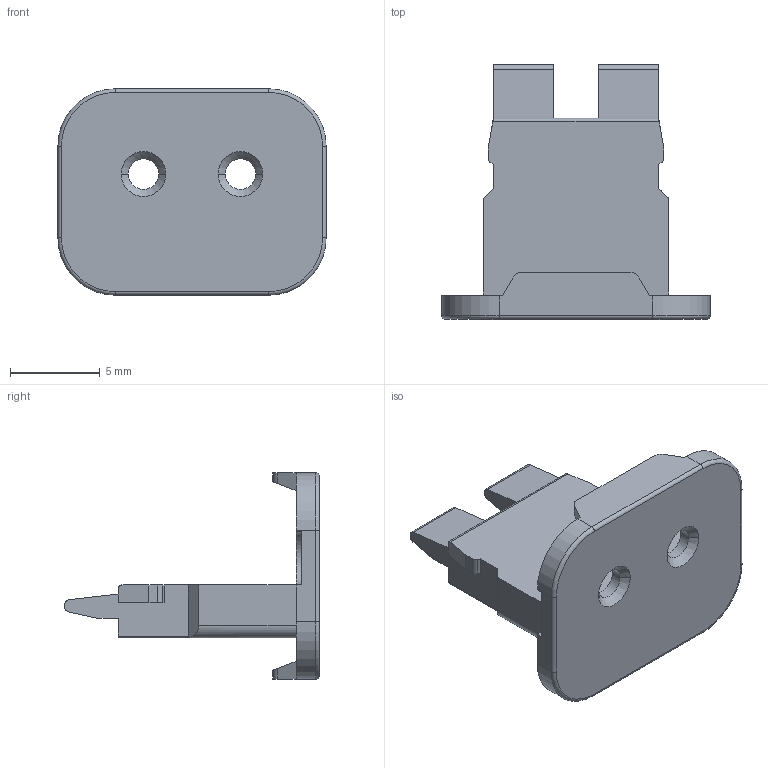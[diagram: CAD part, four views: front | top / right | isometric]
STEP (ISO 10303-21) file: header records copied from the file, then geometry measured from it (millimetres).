
FILE_DESCRIPTION((''),'2;1');
FILE_NAME('AW2S-LED','2019-05-30T',('Administrator'),(''),'PRO/ENGINEER BY PARAMETRIC TECHNOLOGY CORPORATION, 2016360','PRO/ENGINEER BY PARAMETRIC TECHNOLOGY CORPORATION, 2016360','');
FILE_SCHEMA(('CONFIG_CONTROL_DESIGN'));
Length unit declared in the file: millimetre
Products named in the file (1): AW2S-LED
Bounding box: 14.95 x 14.2 x 11.5 mm (x, y, z)
Volume: 518.9 mm3; surface area: 721.4 mm2
Topology: 1 solids, 1 shells, 83 faces, 231 edges, 150 vertices
Faces by surface type: plane 46, cylinder 29, torus 4, cone 4
Entity records: 2719 total; most frequent: CARTESIAN_POINT 520, ORIENTED_EDGE 462, DIRECTION 439, EDGE_CURVE 231, VECTOR 161, LINE 161, VERTEX_POINT 150, AXIS2_PLACEMENT_3D 139
